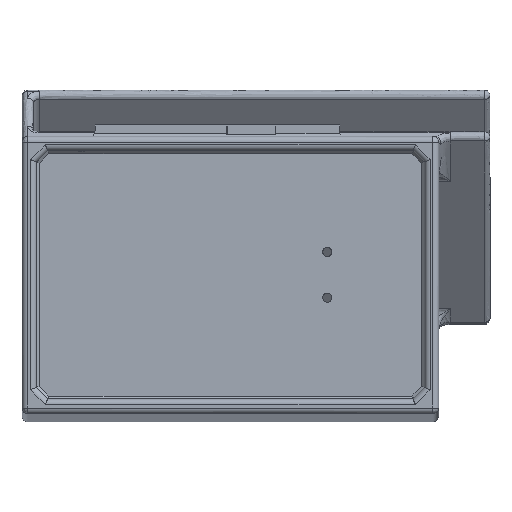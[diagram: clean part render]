
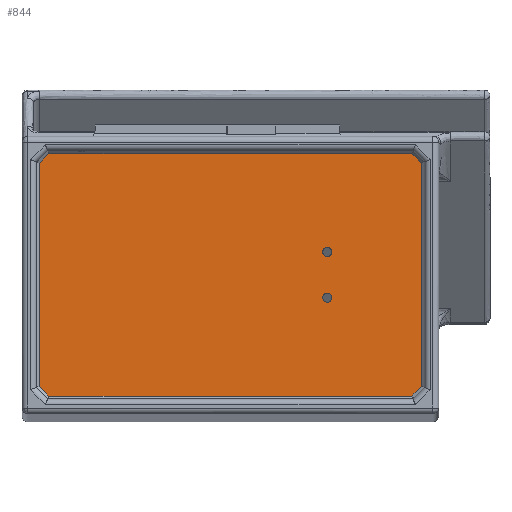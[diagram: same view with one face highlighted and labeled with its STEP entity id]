
A CAD part, top view. The second image highlights one B-rep face of the part: STEP entity #844.
In plain terms, the highlighted free-form (B-spline) face has degree [1, 1] with [2, 2] control points.
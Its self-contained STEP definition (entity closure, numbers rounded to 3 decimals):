
#670 = EDGE_CURVE('',#671,#671,#673,.T.);
#671 = VERTEX_POINT('',#672);
#672 = CARTESIAN_POINT('',(42.104,-9.462,
    4.731));
#673 = ( BOUNDED_CURVE() B_SPLINE_CURVE(2,(#674,#675,#676,#677,#678,#679
,#680),.UNSPECIFIED.,.T.,.F.) B_SPLINE_CURVE_WITH_KNOTS((1,2,2,2,2,1),(
    -2.094,0.,2.094,4.189,6.283,
8.378),.UNSPECIFIED.) CURVE() GEOMETRIC_REPRESENTATION_ITEM() 
RATIONAL_B_SPLINE_CURVE((1.,0.5,1.,0.5,1.,0.5,1.)) REPRESENTATION_ITEM(
  '') );
#674 = CARTESIAN_POINT('',(42.104,-9.462,
    4.731));
#675 = CARTESIAN_POINT('',(42.104,-6.184,
    4.731));
#676 = CARTESIAN_POINT('',(39.266,-7.823,
    4.731));
#677 = CARTESIAN_POINT('',(36.427,-9.462,
    4.731));
#678 = CARTESIAN_POINT('',(39.266,-11.1,
    4.731));
#679 = CARTESIAN_POINT('',(42.104,-12.739,4.731
    ));
#680 = CARTESIAN_POINT('',(42.104,-9.462,
    4.731));
#796 = EDGE_CURVE('',#797,#797,#799,.T.);
#797 = VERTEX_POINT('',#798);
#798 = CARTESIAN_POINT('',(42.104,9.462,4.731
    ));
#799 = ( BOUNDED_CURVE() B_SPLINE_CURVE(2,(#800,#801,#802,#803,#804,#805
,#806),.UNSPECIFIED.,.T.,.F.) B_SPLINE_CURVE_WITH_KNOTS((1,2,2,2,2,1),(
    -2.094,0.,2.094,4.189,6.283,
8.378),.UNSPECIFIED.) CURVE() GEOMETRIC_REPRESENTATION_ITEM() 
RATIONAL_B_SPLINE_CURVE((1.,0.5,1.,0.5,1.,0.5,1.)) REPRESENTATION_ITEM(
  '') );
#800 = CARTESIAN_POINT('',(42.104,9.462,4.731
    ));
#801 = CARTESIAN_POINT('',(42.104,12.739,
    4.731));
#802 = CARTESIAN_POINT('',(39.266,11.1,
    4.731));
#803 = CARTESIAN_POINT('',(36.427,9.462,4.731
    ));
#804 = CARTESIAN_POINT('',(39.266,7.823,4.731
    ));
#805 = CARTESIAN_POINT('',(42.104,6.184,4.731
    ));
#806 = CARTESIAN_POINT('',(42.104,9.462,4.731
    ));
#844 = ADVANCED_FACE('',(#845,#903,#906),#909,.T.);
#845 = FACE_BOUND('',#846,.T.);
#846 = EDGE_LOOP('',(#847,#856,#863,#870,#877,#884,#891,#898));
#847 = ORIENTED_EDGE('',*,*,#848,.T.);
#848 = EDGE_CURVE('',#849,#851,#853,.T.);
#849 = VERTEX_POINT('',#850);
#850 = CARTESIAN_POINT('',(79.242,46.227,
    4.731));
#851 = VERTEX_POINT('',#852);
#852 = CARTESIAN_POINT('',(75.204,50.265,
    4.731));
#853 = B_SPLINE_CURVE_WITH_KNOTS('',1,(#854,#855),.UNSPECIFIED.,.F.,.F.,
  (2,2),(-19.738,-14.91),.PIECEWISE_BEZIER_KNOTS.);
#854 = CARTESIAN_POINT('',(79.242,46.227,
    4.731));
#855 = CARTESIAN_POINT('',(75.204,50.265,
    4.731));
#856 = ORIENTED_EDGE('',*,*,#857,.T.);
#857 = EDGE_CURVE('',#851,#858,#860,.T.);
#858 = VERTEX_POINT('',#859);
#859 = CARTESIAN_POINT('',(-75.204,50.265,
    4.731));
#860 = B_SPLINE_CURVE_WITH_KNOTS('',1,(#861,#862),.UNSPECIFIED.,.F.,.F.,
  (2,2),(-127.586,-0.414),.PIECEWISE_BEZIER_KNOTS.);
#861 = CARTESIAN_POINT('',(75.204,50.265,
    4.731));
#862 = CARTESIAN_POINT('',(-75.204,50.265,
    4.731));
#863 = ORIENTED_EDGE('',*,*,#864,.T.);
#864 = EDGE_CURVE('',#858,#865,#867,.T.);
#865 = VERTEX_POINT('',#866);
#866 = CARTESIAN_POINT('',(-79.242,46.227,
    4.731));
#867 = B_SPLINE_CURVE_WITH_KNOTS('',1,(#868,#869),.UNSPECIFIED.,.F.,.F.,
  (2,2),(14.91,19.738),.PIECEWISE_BEZIER_KNOTS.);
#868 = CARTESIAN_POINT('',(-75.204,50.265,
    4.731));
#869 = CARTESIAN_POINT('',(-79.242,46.227,
    4.731));
#870 = ORIENTED_EDGE('',*,*,#871,.T.);
#871 = EDGE_CURVE('',#865,#872,#874,.T.);
#872 = VERTEX_POINT('',#873);
#873 = CARTESIAN_POINT('',(-79.242,-46.227,
    4.731));
#874 = B_SPLINE_CURVE_WITH_KNOTS('',1,(#875,#876),.UNSPECIFIED.,.F.,.F.,
  (2,2),(-78.586,-0.414),.PIECEWISE_BEZIER_KNOTS.);
#875 = CARTESIAN_POINT('',(-79.242,46.227,
    4.731));
#876 = CARTESIAN_POINT('',(-79.242,-46.227,
    4.731));
#877 = ORIENTED_EDGE('',*,*,#878,.T.);
#878 = EDGE_CURVE('',#872,#879,#881,.T.);
#879 = VERTEX_POINT('',#880);
#880 = CARTESIAN_POINT('',(-75.204,-50.265,
    4.731));
#881 = B_SPLINE_CURVE_WITH_KNOTS('',1,(#882,#883),.UNSPECIFIED.,.F.,.F.,
  (2,2),(-19.738,-14.91),.PIECEWISE_BEZIER_KNOTS.);
#882 = CARTESIAN_POINT('',(-79.242,-46.227,
    4.731));
#883 = CARTESIAN_POINT('',(-75.204,-50.265,
    4.731));
#884 = ORIENTED_EDGE('',*,*,#885,.T.);
#885 = EDGE_CURVE('',#879,#886,#888,.T.);
#886 = VERTEX_POINT('',#887);
#887 = CARTESIAN_POINT('',(75.204,-50.265,
    4.731));
#888 = B_SPLINE_CURVE_WITH_KNOTS('',1,(#889,#890),.UNSPECIFIED.,.F.,.F.,
  (2,2),(-63.586,63.586),.PIECEWISE_BEZIER_KNOTS.);
#889 = CARTESIAN_POINT('',(-75.204,-50.265,
    4.731));
#890 = CARTESIAN_POINT('',(75.204,-50.265,
    4.731));
#891 = ORIENTED_EDGE('',*,*,#892,.T.);
#892 = EDGE_CURVE('',#886,#893,#895,.T.);
#893 = VERTEX_POINT('',#894);
#894 = CARTESIAN_POINT('',(79.242,-46.227,
    4.731));
#895 = B_SPLINE_CURVE_WITH_KNOTS('',1,(#896,#897),.UNSPECIFIED.,.F.,.F.,
  (2,2),(14.91,19.738),.PIECEWISE_BEZIER_KNOTS.);
#896 = CARTESIAN_POINT('',(75.204,-50.265,
    4.731));
#897 = CARTESIAN_POINT('',(79.242,-46.227,
    4.731));
#898 = ORIENTED_EDGE('',*,*,#899,.T.);
#899 = EDGE_CURVE('',#893,#849,#900,.T.);
#900 = B_SPLINE_CURVE_WITH_KNOTS('',1,(#901,#902),.UNSPECIFIED.,.F.,.F.,
  (2,2),(-39.086,39.086),.PIECEWISE_BEZIER_KNOTS.);
#901 = CARTESIAN_POINT('',(79.242,-46.227,
    4.731));
#902 = CARTESIAN_POINT('',(79.242,46.227,
    4.731));
#903 = FACE_BOUND('',#904,.T.);
#904 = EDGE_LOOP('',(#905));
#905 = ORIENTED_EDGE('',*,*,#670,.F.);
#906 = FACE_BOUND('',#907,.T.);
#907 = EDGE_LOOP('',(#908));
#908 = ORIENTED_EDGE('',*,*,#796,.F.);
#909 = B_SPLINE_SURFACE_WITH_KNOTS('',1,1,(
    (#910,#911)
    ,(#912,#913
    )),.UNSPECIFIED.,.F.,.F.,.F.,(2,2),(2,2),(-67.,67.),(-42.5,42.5),
  .PIECEWISE_BEZIER_KNOTS.);
#910 = CARTESIAN_POINT('',(-79.242,-50.265,
    4.731));
#911 = CARTESIAN_POINT('',(-79.242,50.265,
    4.731));
#912 = CARTESIAN_POINT('',(79.242,-50.265,
    4.731));
#913 = CARTESIAN_POINT('',(79.242,50.265,
    4.731));
